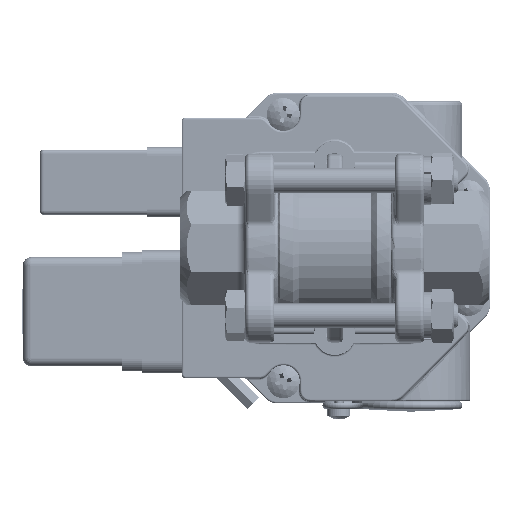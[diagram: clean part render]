
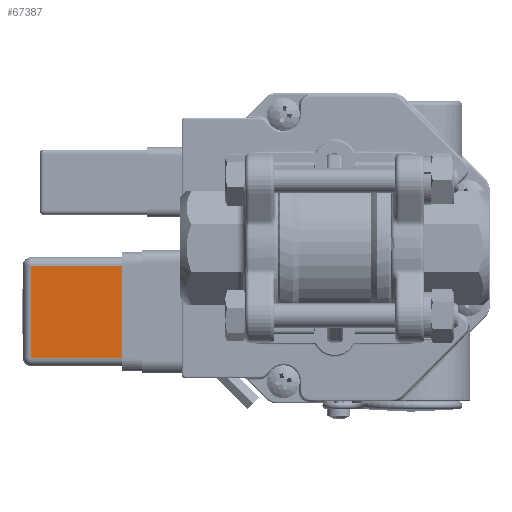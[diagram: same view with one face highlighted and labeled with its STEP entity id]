
A CAD part, front view. The second image highlights one B-rep face of the part: STEP entity #67387.
In plain terms, the highlighted face is planar.
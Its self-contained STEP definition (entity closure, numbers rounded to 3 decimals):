
#21157=ORIENTED_EDGE('',*,*,#29380,.T.);
#21158=ORIENTED_EDGE('',*,*,#29376,.T.);
#21159=ORIENTED_EDGE('',*,*,#29396,.T.);
#21160=ORIENTED_EDGE('',*,*,#29389,.T.);
#29376=EDGE_CURVE('',#34482,#34486,#37823,.T.);
#29380=EDGE_CURVE('',#34488,#34482,#37826,.T.);
#29389=EDGE_CURVE('',#34493,#34488,#37832,.T.);
#29396=EDGE_CURVE('',#34486,#34493,#37837,.T.);
#34482=VERTEX_POINT('',#149530);
#34486=VERTEX_POINT('',#149541);
#34488=VERTEX_POINT('',#149547);
#34493=VERTEX_POINT('',#149567);
#37823=LINE('',#149543,#41050);
#37826=LINE('',#149550,#41053);
#37832=LINE('',#149566,#41059);
#37837=LINE('',#149580,#41064);
#41050=VECTOR('',#86841,1000.);
#41053=VECTOR('',#86848,1000.);
#41059=VECTOR('',#86868,1000.);
#41064=VECTOR('',#86885,1000.);
#44678=EDGE_LOOP('',(#21157,#21158,#21159,#21160));
#48447=FACE_BOUND('',#44678,.T.);
#49696=PLANE('',#72958);
#67387=ADVANCED_FACE('',(#48447),#49696,.F.);
#72958=AXIS2_PLACEMENT_3D('',#149579,#86883,#86884);
#86841=DIRECTION('',(0.,0.,-1.));
#86848=DIRECTION('',(1.,0.,0.));
#86868=DIRECTION('',(0.,0.,1.));
#86883=DIRECTION('',(0.,-1.,0.));
#86884=DIRECTION('',(0.,0.,-1.));
#86885=DIRECTION('',(-1.,0.,0.));
#149530=CARTESIAN_POINT('',(11.25,13.25,36.6));
#149541=CARTESIAN_POINT('',(11.25,13.25,14.6));
#149543=CARTESIAN_POINT('',(11.25,13.25,38.6));
#149547=CARTESIAN_POINT('',(-11.25,13.25,36.6));
#149550=CARTESIAN_POINT('',(-13.25,13.25,36.6));
#149566=CARTESIAN_POINT('',(-11.25,13.25,38.6));
#149567=CARTESIAN_POINT('',(-11.25,13.25,14.6));
#149579=CARTESIAN_POINT('',(-13.25,13.25,38.6));
#149580=CARTESIAN_POINT('',(-13.25,13.25,14.6));
